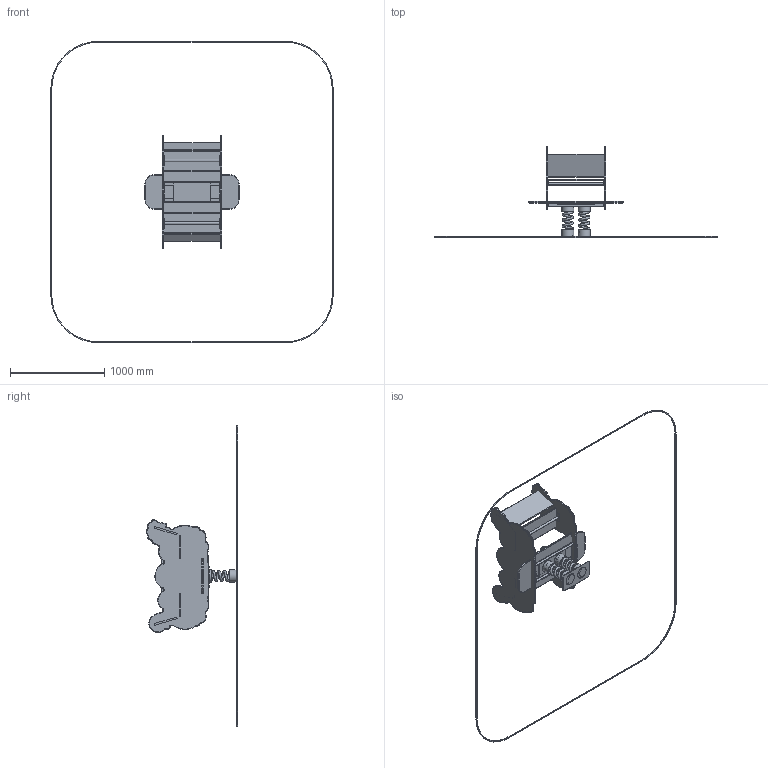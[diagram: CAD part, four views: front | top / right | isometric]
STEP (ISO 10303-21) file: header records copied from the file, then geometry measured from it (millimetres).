
FILE_DESCRIPTION(('STEP AP214'), '1');
FILE_NAME('Êà÷àëêà íà ïðóæèíå ÊÁ-11.1 ñ ÔÊ', '', ('UNSPECIFIED'), ('UNSPECIFIED'), 'C3D Converter', 'C3D Toolkit', '');
FILE_SCHEMA(('AUTOMOTIVE_DESIGN { 1 0 10303 214 3 1 1}'));
Length unit declared in the file: millimetre
Products named in the file (26): КБ-11.1-00.00.00; ФК-02.00; ФК-03.01; ФК-01.01; ФК-02.01; ФК-02.04; КБ-404.02.00; КБ-404.02.01; НФ-00002667; КБ-404.02.02; КБ-202.01.03; КБ-404.02.03; ст3пс; КБ-404.02.04; КБ-11.1-00.00.01; КБ-11.1-00.00.03; ПС-01К.01.00; СИС-65.01; ПС-01К.01.01; КБ-404.04.00; СИС-11.01; КБ-04-01.00.01; КБ-04-00.00.04; КБ-11.1-00.00.04; КБ-11.1-00.00.02
Assembly tree (58 placements, depth 4):
  КБ-11.1-00.00.00
    ФК-02.00
      ФК-03.01  x6
      ФК-01.01  x6
      ФК-02.01  x4
      ФК-02.04  x6
    КБ-11.1-00.00.00
      КБ-404.02.00
        КБ-404.02.01
        НФ-00002667  x2
        КБ-404.02.02
        КБ-202.01.03  x2
        КБ-404.02.03  x2
        ст3пс  x4
        КБ-404.02.04  x4
      КБ-11.1-00.00.01
      КБ-11.1-00.00.03
      ПС-01К.01.00  x2
        СИС-65.01
        ПС-01К.01.01
      КБ-404.04.00  x2
        СИС-11.01
        КБ-04-01.00.01
      КБ-04-00.00.04  x2
      КБ-11.1-00.00.04  x2
      КБ-11.1-00.00.02
Bounding box: 3000 x 971.44 x 3199.95 mm (x, y, z)
Volume: 42953800.4 mm3; surface area: 6312463.5 mm2
Topology: 36 solids, 36 shells, 484 faces, 1078 edges, 668 vertices
Faces by surface type: plane 167, cylinder 132, torus 84, bspline 68, extrusion 33
Full cylindrical faces by diameter (mm): 12 x4, 21.4 x2, 27 x2, 120 x4, 130 x4
Entity records: 47663 total; most frequent: CARTESIAN_POINT 36913, DIRECTION 1782, ORIENTED_EDGE 1662, EDGE_CURVE 831, AXIS2_PLACEMENT_3D 726, VERTEX_POINT 506, CIRCLE 400, EDGE_LOOP 383
